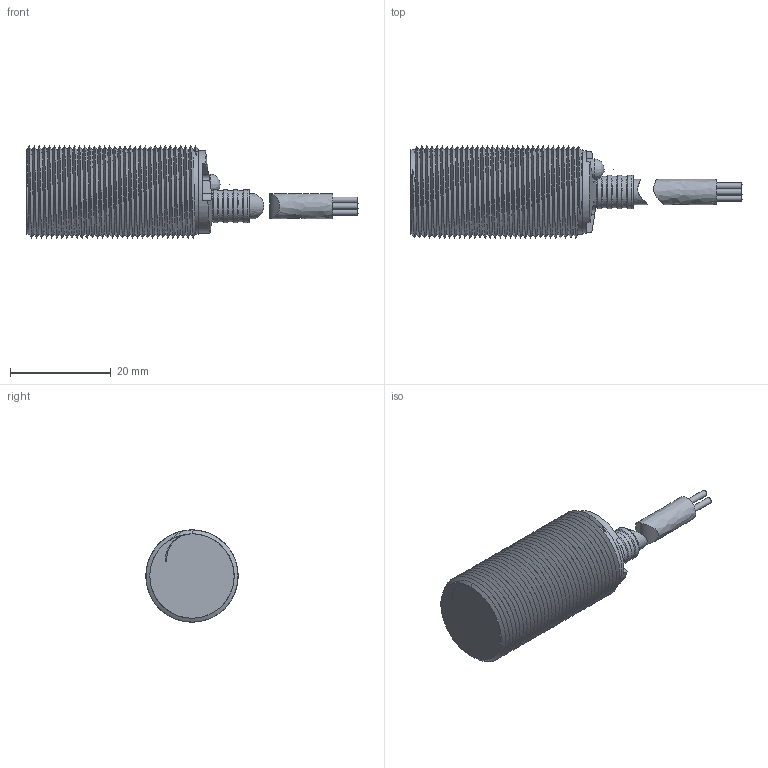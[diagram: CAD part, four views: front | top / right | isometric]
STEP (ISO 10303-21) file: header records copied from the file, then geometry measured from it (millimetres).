
FILE_DESCRIPTION(('FreeCAD Model'),'2;1');
FILE_NAME('FCM1-1805X-X4SX.stp','2021-12-07T14:47:57',( 'Author'),(''),'Open CASCADE STEP processor 7.3','FreeCAD','Unknown' );
FILE_SCHEMA(('AUTOMOTIVE_DESIGN { 1 0 10303 214 1 1 1 1 }'));
Length unit declared in the file: millimetre
Products named in the file (1): FCM1-1805X-X4SX
Bounding box: 65.78 x 18.26 x 18.26 mm (x, y, z)
Volume: 250.8 mm3; surface area: 4629.9 mm2
Topology: 1 solids, 6 shells, 96 faces, 679 edges, 1874 vertices
Faces by surface type: bspline 96
Entity records: 17531 total; most frequent: CARTESIAN_POINT 12605, B_SPLINE_CURVE_WITH_KNOTS 608, GEOMETRIC_CURVE_SET 452, ORIENTED_EDGE 451, PCURVE 451, DEFINITIONAL_REPRESENTATION 451, TRIMMED_CURVE 451, EDGE_CURVE 228
